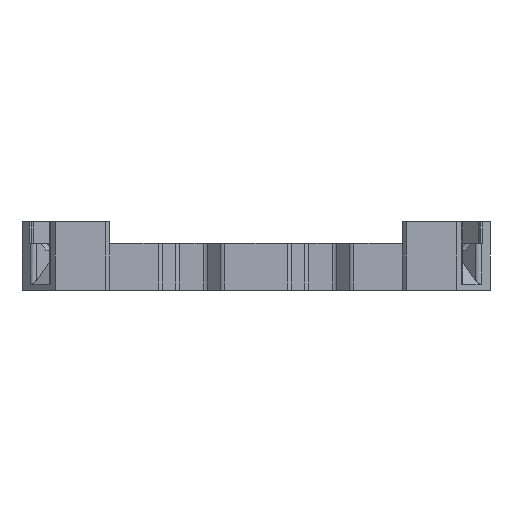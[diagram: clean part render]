
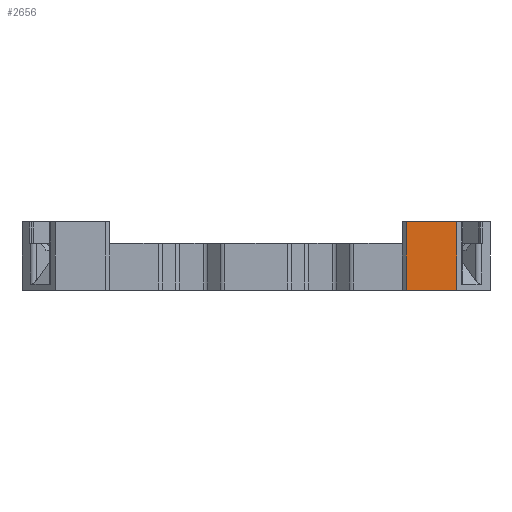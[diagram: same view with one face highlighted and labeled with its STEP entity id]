
A CAD part, front view. The second image highlights one B-rep face of the part: STEP entity #2656.
In plain terms, the highlighted planar face has unit normal (0, -1, 0).
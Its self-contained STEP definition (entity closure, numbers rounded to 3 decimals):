
#1069 = VERTEX_POINT('',#1070);
#1070 = CARTESIAN_POINT('',(51.471,-67.5,0.));
#1076 = EDGE_CURVE('',#1077,#1069,#1079,.T.);
#1077 = VERTEX_POINT('',#1078);
#1078 = CARTESIAN_POINT('',(38.5,-67.5,0.));
#1079 = LINE('',#1080,#1081);
#1080 = CARTESIAN_POINT('',(38.5,-67.5,0.));
#1081 = VECTOR('',#1082,1.);
#1082 = DIRECTION('',(1.,0.,0.));
#2614 = EDGE_CURVE('',#1069,#2615,#2617,.T.);
#2615 = VERTEX_POINT('',#2616);
#2616 = CARTESIAN_POINT('',(51.471,-67.5,17.5));
#2617 = LINE('',#2618,#2619);
#2618 = CARTESIAN_POINT('',(51.471,-67.5,0.));
#2619 = VECTOR('',#2620,1.);
#2620 = DIRECTION('',(0.,0.,1.));
#2656 = ADVANCED_FACE('',(#2657),#2675,.T.);
#2657 = FACE_BOUND('',#2658,.F.);
#2658 = EDGE_LOOP('',(#2659,#2660,#2668,#2674));
#2659 = ORIENTED_EDGE('',*,*,#1076,.F.);
#2660 = ORIENTED_EDGE('',*,*,#2661,.T.);
#2661 = EDGE_CURVE('',#1077,#2662,#2664,.T.);
#2662 = VERTEX_POINT('',#2663);
#2663 = CARTESIAN_POINT('',(38.5,-67.5,17.5));
#2664 = LINE('',#2665,#2666);
#2665 = CARTESIAN_POINT('',(38.5,-67.5,0.));
#2666 = VECTOR('',#2667,1.);
#2667 = DIRECTION('',(0.,0.,1.));
#2668 = ORIENTED_EDGE('',*,*,#2669,.T.);
#2669 = EDGE_CURVE('',#2662,#2615,#2670,.T.);
#2670 = LINE('',#2671,#2672);
#2671 = CARTESIAN_POINT('',(38.5,-67.5,17.5));
#2672 = VECTOR('',#2673,1.);
#2673 = DIRECTION('',(1.,0.,0.));
#2674 = ORIENTED_EDGE('',*,*,#2614,.F.);
#2675 = PLANE('',#2676);
#2676 = AXIS2_PLACEMENT_3D('',#2677,#2678,#2679);
#2677 = CARTESIAN_POINT('',(44.986,-67.5,8.75));
#2678 = DIRECTION('',(0.,-1.,0.));
#2679 = DIRECTION('',(-1.,0.,-0.));
